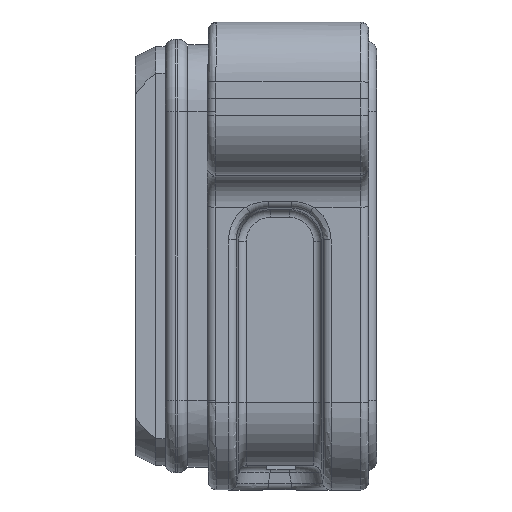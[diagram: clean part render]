
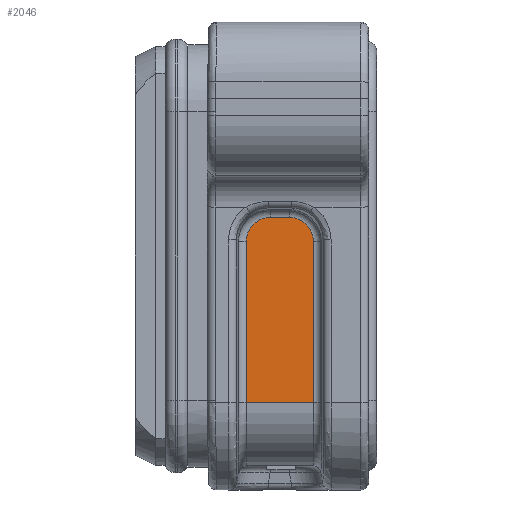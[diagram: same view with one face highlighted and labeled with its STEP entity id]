
A CAD part, left-side view. The second image highlights one B-rep face of the part: STEP entity #2046.
In plain terms, the highlighted planar face has unit normal (-1, 0, -0.018).
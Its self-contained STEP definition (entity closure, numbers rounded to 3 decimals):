
#733=B_SPLINE_CURVE_WITH_KNOTS('',3,(#22100,#22101,#22102,#22103,#22104,
#22105),.UNSPECIFIED.,.F.,.F.,(4,2,4),(0.,0.5,1.),.UNSPECIFIED.);
#737=B_SPLINE_CURVE_WITH_KNOTS('',3,(#22124,#22125,#22126,#22127,#22128,
#22129),.UNSPECIFIED.,.F.,.F.,(4,2,4),(0.,0.5,1.),.UNSPECIFIED.);
#2046=ADVANCED_FACE('NONE',(#3167),#2545,.F.);
#2545=PLANE('',#13874);
#3167=FACE_OUTER_BOUND('',#3954,.T.);
#3954=EDGE_LOOP('',(#6786,#6787,#6788,#6789,#6790,#6791));
#6786=ORIENTED_EDGE('',*,*,#10618,.T.);
#6787=ORIENTED_EDGE('',*,*,#10615,.T.);
#6788=ORIENTED_EDGE('',*,*,#10633,.T.);
#6789=ORIENTED_EDGE('',*,*,#10635,.F.);
#6790=ORIENTED_EDGE('',*,*,#10622,.T.);
#6791=ORIENTED_EDGE('',*,*,#10620,.T.);
#8933=VERTEX_POINT('',#22106);
#8934=VERTEX_POINT('',#22107);
#8935=VERTEX_POINT('',#22118);
#8936=VERTEX_POINT('',#22130);
#8937=VERTEX_POINT('',#22137);
#8939=VERTEX_POINT('',#22171);
#10615=EDGE_CURVE('NONE',#8933,#8934,#733,.T.);
#10618=EDGE_CURVE('NONE',#8935,#8933,#11901,.T.);
#10620=EDGE_CURVE('NONE',#8936,#8935,#737,.T.);
#10622=EDGE_CURVE('NONE',#8937,#8936,#11902,.T.);
#10633=EDGE_CURVE('NONE',#8934,#8939,#11907,.T.);
#10635=EDGE_CURVE('NONE',#8937,#8939,#11908,.T.);
#11901=LINE('',#22117,#12908);
#11902=LINE('',#22136,#12909);
#11907=LINE('',#22170,#12914);
#11908=LINE('',#22174,#12915);
#12908=VECTOR('',#16433,1.);
#12909=VECTOR('',#16438,1.);
#12914=VECTOR('',#16473,1.);
#12915=VECTOR('',#16478,1.);
#13874=AXIS2_PLACEMENT_3D('',#22175,#16479,#16480);
#16433=DIRECTION('',(0.,1.,0.));
#16438=DIRECTION('',(-0.017,0.,1.));
#16473=DIRECTION('',(0.017,0.,-1.));
#16478=DIRECTION('',(0.,1.,0.));
#16479=DIRECTION('',(1.,0.,0.017));
#16480=DIRECTION('',(0.017,0.,-1.));
#22100=CARTESIAN_POINT('',(-45.183,92.194,4.775));
#22101=CARTESIAN_POINT('',(-45.183,92.985,4.774));
#22102=CARTESIAN_POINT('',(-45.178,93.736,4.469));
#22103=CARTESIAN_POINT('',(-45.158,94.846,3.358));
#22104=CARTESIAN_POINT('',(-45.145,95.151,2.608));
#22105=CARTESIAN_POINT('',(-45.131,95.153,1.817));
#22106=CARTESIAN_POINT('',(-45.183,92.194,4.775));
#22107=CARTESIAN_POINT('',(-45.131,95.153,1.817));
#22117=CARTESIAN_POINT('',(-45.183,89.205,4.775));
#22118=CARTESIAN_POINT('',(-45.183,89.806,4.775));
#22124=CARTESIAN_POINT('',(-45.131,86.847,1.817));
#22125=CARTESIAN_POINT('',(-45.145,86.849,2.608));
#22126=CARTESIAN_POINT('',(-45.158,87.154,3.358));
#22127=CARTESIAN_POINT('',(-45.178,88.264,4.469));
#22128=CARTESIAN_POINT('',(-45.183,89.015,4.774));
#22129=CARTESIAN_POINT('',(-45.183,89.806,4.775));
#22130=CARTESIAN_POINT('',(-45.131,86.847,1.817));
#22136=CARTESIAN_POINT('',(-44.779,86.847,-18.353));
#22137=CARTESIAN_POINT('',(-44.783,86.847,-18.14));
#22170=CARTESIAN_POINT('',(-45.142,95.153,2.427));
#22171=CARTESIAN_POINT('',(-44.783,95.153,-18.14));
#22174=CARTESIAN_POINT('',(-44.783,86.,-18.14));
#22175=CARTESIAN_POINT('',(-44.783,86.,-18.14));
